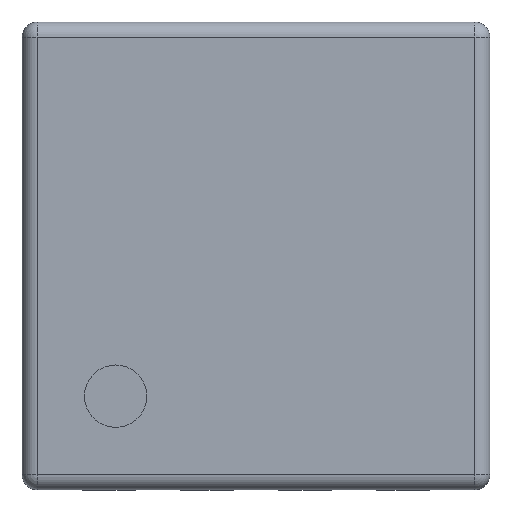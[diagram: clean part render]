
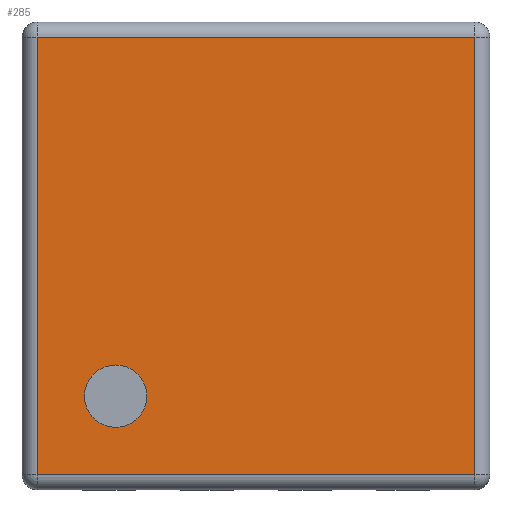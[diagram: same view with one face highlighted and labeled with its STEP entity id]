
A CAD part, top view. The second image highlights one B-rep face of the part: STEP entity #285.
In plain terms, the highlighted planar face has unit normal (0, 0, 1).
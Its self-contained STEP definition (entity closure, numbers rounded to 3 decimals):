
#285=ADVANCED_FACE('',(#1135,#1137),#1139,.T.);
#1135=FACE_BOUND('',#1136,.T.);
#1136=EDGE_LOOP('',(#1781,#1782,#1783,#1784));
#1137=FACE_BOUND('',#1138,.T.);
#1138=EDGE_LOOP('',(#1785));
#1139=PLANE('',#1140);
#1140=AXIS2_PLACEMENT_3D('',#1141,#1142,#1143);
#1141=CARTESIAN_POINT('',(0.,0.,1.));
#1142=DIRECTION('',(0.,0.,1.));
#1143=DIRECTION('',(1.,0.,0.));
#1781=ORIENTED_EDGE('',*,*,#2239,.T.);
#1782=ORIENTED_EDGE('',*,*,#2240,.T.);
#1783=ORIENTED_EDGE('',*,*,#2241,.T.);
#1784=ORIENTED_EDGE('',*,*,#2242,.T.);
#1785=ORIENTED_EDGE('',*,*,#2238,.F.);
#2238=EDGE_CURVE('',#2499,#2499,#2500,.T.);
#2239=EDGE_CURVE('',#2501,#2502,#2503,.T.);
#2240=EDGE_CURVE('',#2502,#2504,#2505,.T.);
#2241=EDGE_CURVE('',#2504,#2506,#2507,.T.);
#2242=EDGE_CURVE('',#2506,#2501,#2508,.T.);
#2499=VERTEX_POINT('',#2985);
#2500=CIRCLE('',#2986,0.207);
#2501=VERTEX_POINT('',#2990);
#2502=VERTEX_POINT('',#2991);
#2503=LINE('',#2992,#2993);
#2504=VERTEX_POINT('',#2995);
#2505=LINE('',#2996,#2997);
#2506=VERTEX_POINT('',#2999);
#2507=LINE('',#3000,#3001);
#2508=LINE('',#3003,#3004);
#2985=CARTESIAN_POINT('',(-0.723,-0.93,1.));
#2986=AXIS2_PLACEMENT_3D('',#2987,#2988,#2989);
#2987=CARTESIAN_POINT('',(-0.93,-0.93,1.));
#2988=DIRECTION('',(0.,0.,1.));
#2989=DIRECTION('',(1.,0.,0.));
#2990=CARTESIAN_POINT('',(-1.45,1.45,1.));
#2991=CARTESIAN_POINT('',(-1.45,-1.45,1.));
#2992=CARTESIAN_POINT('',(-1.45,1.45,1.));
#2993=VECTOR('',#2994,1.);
#2994=DIRECTION('',(0.,-1.,0.));
#2995=CARTESIAN_POINT('',(1.45,-1.45,1.));
#2996=CARTESIAN_POINT('',(-1.45,-1.45,1.));
#2997=VECTOR('',#2998,1.);
#2998=DIRECTION('',(1.,0.,0.));
#2999=CARTESIAN_POINT('',(1.45,1.45,1.));
#3000=CARTESIAN_POINT('',(1.45,-1.45,1.));
#3001=VECTOR('',#3002,1.);
#3002=DIRECTION('',(0.,1.,0.));
#3003=CARTESIAN_POINT('',(1.45,1.45,1.));
#3004=VECTOR('',#3005,1.);
#3005=DIRECTION('',(-1.,0.,0.));
